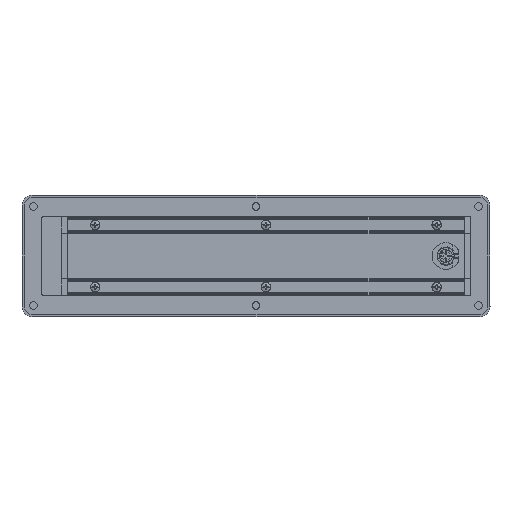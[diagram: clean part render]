
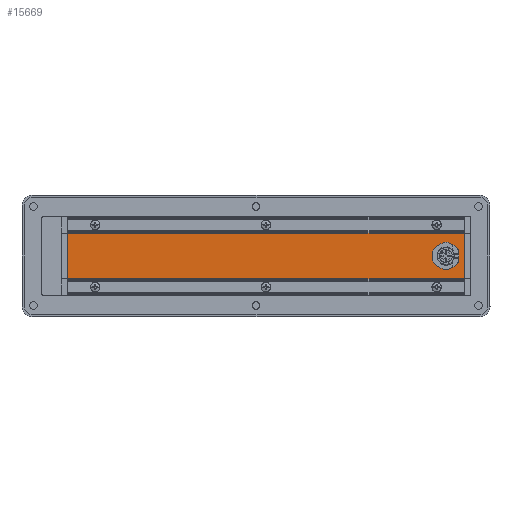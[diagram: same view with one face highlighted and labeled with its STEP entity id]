
A CAD part, front view. The second image highlights one B-rep face of the part: STEP entity #15669.
In plain terms, the highlighted planar face has unit normal (0, -1, 0).
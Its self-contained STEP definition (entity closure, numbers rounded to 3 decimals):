
#140 = EDGE_CURVE ( 'NONE', #21170, #33489, #19146, .T. ) ;
#184 = ORIENTED_EDGE ( 'NONE', *, *, #18531, .F. ) ;
#459 = DIRECTION ( 'NONE',  ( 1., 0., 0. ) ) ;
#1171 = ORIENTED_EDGE ( 'NONE', *, *, #140, .F. ) ;
#1229 = CARTESIAN_POINT ( 'NONE',  ( 124.5, 6., 8. ) ) ;
#1239 = FACE_BOUND ( 'NONE', #25747, .T. ) ;
#1704 = DIRECTION ( 'NONE',  ( 0., -1., 0. ) ) ;
#2479 = LINE ( 'NONE', #13211, #24871 ) ;
#3050 = CARTESIAN_POINT ( 'NONE',  ( -123.5, 6., 0. ) ) ;
#3187 = ORIENTED_EDGE ( 'NONE', *, *, #20567, .T. ) ;
#3970 = AXIS2_PLACEMENT_3D ( 'NONE', #17747, #1704, #12449 ) ;
#4105 = LINE ( 'NONE', #14841, #18268 ) ;
#5993 = CARTESIAN_POINT ( 'NONE',  ( -123.5, 6., -14.8 ) ) ;
#8700 = EDGE_LOOP ( 'NONE', ( #3187, #27483, #26744, #184 ) ) ;
#9356 = DIRECTION ( 'NONE',  ( 0., 1., 0. ) ) ;
#9697 = VERTEX_POINT ( 'NONE', #25220 ) ;
#9734 = CARTESIAN_POINT ( 'NONE',  ( -123.5, 6., 14.8 ) ) ;
#9838 = EDGE_CURVE ( 'NONE', #10554, #27003, #2479, .T. ) ;
#10044 = CARTESIAN_POINT ( 'NONE',  ( 124.5, 6., 0. ) ) ;
#10113 = AXIS2_PLACEMENT_3D ( 'NONE', #10044, #20785, #31537 ) ;
#10554 = VERTEX_POINT ( 'NONE', #10975 ) ;
#10975 = CARTESIAN_POINT ( 'NONE',  ( 136.5, 6., -14.8 ) ) ;
#11984 = FACE_OUTER_BOUND ( 'NONE', #8700, .T. ) ;
#12449 = DIRECTION ( 'NONE',  ( 0., 0., -1. ) ) ;
#12765 = EDGE_CURVE ( 'NONE', #9697, #10554, #4105, .T. ) ;
#13211 = CARTESIAN_POINT ( 'NONE',  ( -150., 6., -14.8 ) ) ;
#13782 = DIRECTION ( 'NONE',  ( 0., 0., -1. ) ) ;
#13850 = LINE ( 'NONE', #24602, #22002 ) ;
#14841 = CARTESIAN_POINT ( 'NONE',  ( 136.5, 6., 0. ) ) ;
#15231 = CARTESIAN_POINT ( 'NONE',  ( 124.5, 6., -8. ) ) ;
#15669 = ADVANCED_FACE ( 'NONE', ( #1239, #11984 ), #22733, .F. ) ;
#16805 = AXIS2_PLACEMENT_3D ( 'NONE', #33507, #9356, #20089 ) ;
#16940 = EDGE_CURVE ( 'NONE', #33489, #21170, #25290, .T. ) ;
#17747 = CARTESIAN_POINT ( 'NONE',  ( 124.5, 6., 0. ) ) ;
#18268 = VECTOR ( 'NONE', #25587, 1000. ) ;
#18531 = EDGE_CURVE ( 'NONE', #31451, #9697, #13850, .T. ) ;
#19146 = CIRCLE ( 'NONE', #3970, 8. ) ;
#20089 = DIRECTION ( 'NONE',  ( 0., 0., 1. ) ) ;
#20567 = EDGE_CURVE ( 'NONE', #31451, #27003, #27170, .T. ) ;
#20785 = DIRECTION ( 'NONE',  ( 0., -1., 0. ) ) ;
#21170 = VERTEX_POINT ( 'NONE', #1229 ) ;
#22002 = VECTOR ( 'NONE', #459, 1000. ) ;
#22733 = PLANE ( 'NONE',  #16805 ) ;
#23960 = DIRECTION ( 'NONE',  ( -1., 0., 0. ) ) ;
#24186 = ORIENTED_EDGE ( 'NONE', *, *, #16940, .F. ) ;
#24602 = CARTESIAN_POINT ( 'NONE',  ( -150., 6., 14.8 ) ) ;
#24871 = VECTOR ( 'NONE', #23960, 1000. ) ;
#25220 = CARTESIAN_POINT ( 'NONE',  ( 136.5, 6., 14.8 ) ) ;
#25290 = CIRCLE ( 'NONE', #10113, 8. ) ;
#25587 = DIRECTION ( 'NONE',  ( 0., 0., -1. ) ) ;
#25747 = EDGE_LOOP ( 'NONE', ( #24186, #1171 ) ) ;
#26586 = VECTOR ( 'NONE', #13782, 1000. ) ;
#26744 = ORIENTED_EDGE ( 'NONE', *, *, #12765, .F. ) ;
#27003 = VERTEX_POINT ( 'NONE', #5993 ) ;
#27170 = LINE ( 'NONE', #3050, #26586 ) ;
#27483 = ORIENTED_EDGE ( 'NONE', *, *, #9838, .F. ) ;
#31451 = VERTEX_POINT ( 'NONE', #9734 ) ;
#31537 = DIRECTION ( 'NONE',  ( 0., 0., -1. ) ) ;
#33489 = VERTEX_POINT ( 'NONE', #15231 ) ;
#33507 = CARTESIAN_POINT ( 'NONE',  ( -150., 6., 15.1 ) ) ;
